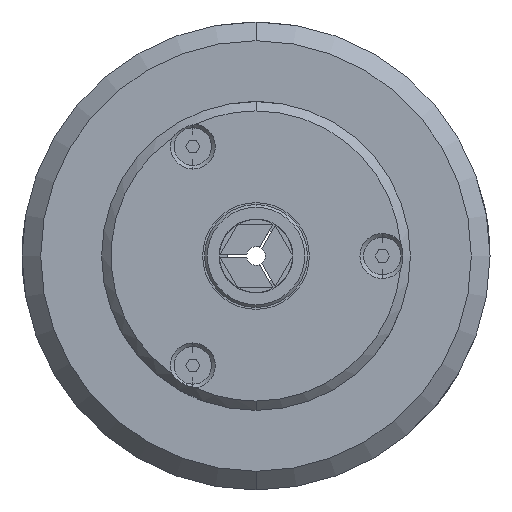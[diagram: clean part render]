
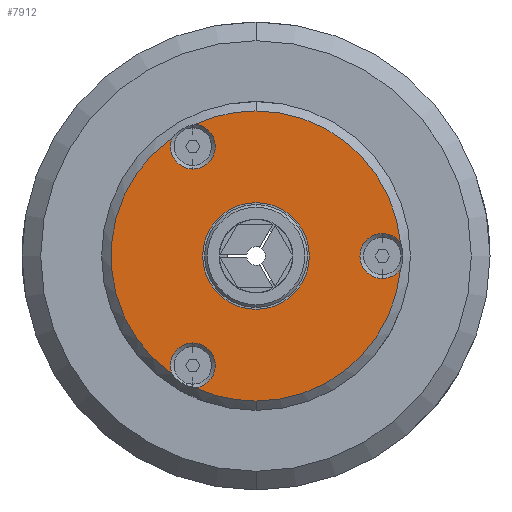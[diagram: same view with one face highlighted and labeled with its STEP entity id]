
A CAD part, left-side view. The second image highlights one B-rep face of the part: STEP entity #7912.
In plain terms, the highlighted planar face has unit normal (-1, 0, 0).
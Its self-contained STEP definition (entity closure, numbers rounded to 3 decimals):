
#304 = CARTESIAN_POINT ( 'NONE',  ( 20., 6.75, 9.291 ) ) ;
#324 = CARTESIAN_POINT ( 'NONE',  ( 20., -13.5, -2.4 ) ) ;
#711 = DIRECTION ( 'NONE',  ( 0., 0., -1. ) ) ;
#712 = DIRECTION ( 'NONE',  ( 1., 0., 0. ) ) ;
#713 = CARTESIAN_POINT ( 'NONE',  ( 20., 6.75, -11.691 ) ) ;
#723 = CIRCLE ( 'NONE', #782, 2.4 ) ;
#782 = AXIS2_PLACEMENT_3D ( 'NONE', #713, #712, #711 ) ;
#885 = CARTESIAN_POINT ( 'NONE',  ( 20., 6.75, -9.291 ) ) ;
#886 = CARTESIAN_POINT ( 'NONE',  ( 20., 0., 15.5 ) ) ;
#960 = CARTESIAN_POINT ( 'NONE',  ( 20., 6.488, 14.077 ) ) ;
#969 = CIRCLE ( 'NONE', #1056, 15.5 ) ;
#973 = DIRECTION ( 'NONE',  ( 0., 0., -1. ) ) ;
#974 = DIRECTION ( 'NONE',  ( -1., 0., 0. ) ) ;
#975 = CARTESIAN_POINT ( 'NONE',  ( 20., 0., 0. ) ) ;
#976 = AXIS2_PLACEMENT_3D ( 'NONE', #975, #974, #973 ) ;
#987 = CARTESIAN_POINT ( 'NONE',  ( 20., 8.947, 12.657 ) ) ;
#1018 = CARTESIAN_POINT ( 'NONE',  ( 20., 6.488, -14.077 ) ) ;
#1020 = CIRCLE ( 'NONE', #976, 15.5 ) ;
#1053 = DIRECTION ( 'NONE',  ( 0., 0., -1. ) ) ;
#1054 = DIRECTION ( 'NONE',  ( -1., 0., 0. ) ) ;
#1055 = CARTESIAN_POINT ( 'NONE',  ( 20., 0., 0. ) ) ;
#1056 = AXIS2_PLACEMENT_3D ( 'NONE', #1055, #1054, #1053 ) ;
#1094 = DIRECTION ( 'NONE',  ( 0., 0., -1. ) ) ;
#1095 = DIRECTION ( 'NONE',  ( -1., 0., 0. ) ) ;
#1103 = CARTESIAN_POINT ( 'NONE',  ( 20., 0., 0. ) ) ;
#1107 = DIRECTION ( 'NONE',  ( 0., 0., -1. ) ) ;
#1108 = DIRECTION ( 'NONE',  ( 1., 0., 0. ) ) ;
#1140 = CARTESIAN_POINT ( 'NONE',  ( 20., -13.5, 0. ) ) ;
#1144 = AXIS2_PLACEMENT_3D ( 'NONE', #1140, #1108, #1107 ) ;
#1155 = CIRCLE ( 'NONE', #1144, 2.4 ) ;
#1156 = CARTESIAN_POINT ( 'NONE',  ( 20., 0., -15.5 ) ) ;
#1158 = CIRCLE ( 'NONE', #1160, 15.5 ) ;
#1160 = AXIS2_PLACEMENT_3D ( 'NONE', #1103, #1095, #1094 ) ;
#1161 = CARTESIAN_POINT ( 'NONE',  ( 20., 8.947, -12.657 ) ) ;
#1215 = CARTESIAN_POINT ( 'NONE',  ( 20., -13.5, 0. ) ) ;
#1239 = CIRCLE ( 'NONE', #1290, 5.7 ) ;
#1240 = DIRECTION ( 'NONE',  ( 0., 0., -1. ) ) ;
#1241 = DIRECTION ( 'NONE',  ( 1., 0., 0. ) ) ;
#1246 = DIRECTION ( 'NONE',  ( 0., 0., -1. ) ) ;
#1247 = DIRECTION ( 'NONE',  ( -1., 0., 0. ) ) ;
#1248 = AXIS2_PLACEMENT_3D ( 'NONE', #1318, #1247, #1246 ) ;
#1249 = CIRCLE ( 'NONE', #1248, 15.5 ) ;
#1252 = AXIS2_PLACEMENT_3D ( 'NONE', #1215, #1241, #1240 ) ;
#1277 = CARTESIAN_POINT ( 'NONE',  ( 20., 6.75, 11.691 ) ) ;
#1278 = CARTESIAN_POINT ( 'NONE',  ( 20., 0., 0. ) ) ;
#1279 = DIRECTION ( 'NONE',  ( -1., 0., 0. ) ) ;
#1280 = CIRCLE ( 'NONE', #1288, 2.4 ) ;
#1284 = CIRCLE ( 'NONE', #1252, 2.4 ) ;
#1285 = DIRECTION ( 'NONE',  ( 0., 0., -1. ) ) ;
#1286 = DIRECTION ( 'NONE',  ( 1., 0., 0. ) ) ;
#1287 = AXIS2_PLACEMENT_3D ( 'NONE', #1316, #1315, #1314 ) ;
#1288 = AXIS2_PLACEMENT_3D ( 'NONE', #1277, #1286, #1285 ) ;
#1289 = DIRECTION ( 'NONE',  ( 0., 0., 1. ) ) ;
#1290 = AXIS2_PLACEMENT_3D ( 'NONE', #1278, #1279, #1289 ) ;
#1314 = DIRECTION ( 'NONE',  ( 0., 0., -1. ) ) ;
#1315 = DIRECTION ( 'NONE',  ( -1., 0., 0. ) ) ;
#1316 = CARTESIAN_POINT ( 'NONE',  ( 20., 0., 0. ) ) ;
#1317 = CARTESIAN_POINT ( 'NONE',  ( 20., -15.435, 1.42 ) ) ;
#1318 = CARTESIAN_POINT ( 'NONE',  ( 20., 0., 0. ) ) ;
#1320 = CIRCLE ( 'NONE', #1287, 15.5 ) ;
#1331 = FACE_BOUND ( 'NONE', #7959, .T. ) ;
#1332 = CARTESIAN_POINT ( 'NONE',  ( 20., 0., -5.7 ) ) ;
#1334 = FACE_OUTER_BOUND ( 'NONE', #7904, .T. ) ;
#1335 = DIRECTION ( 'NONE',  ( 1., 0., 0. ) ) ;
#1347 = DIRECTION ( 'NONE',  ( 0., 0., -1. ) ) ;
#1348 = DIRECTION ( 'NONE',  ( 1., 0., 0. ) ) ;
#1349 = AXIS2_PLACEMENT_3D ( 'NONE', #1470, #1348, #1347 ) ;
#1362 = DIRECTION ( 'NONE',  ( 0., 0., -1. ) ) ;
#1363 = DIRECTION ( 'NONE',  ( 1., 0., 0. ) ) ;
#1364 = CARTESIAN_POINT ( 'NONE',  ( 20., 6.75, 11.691 ) ) ;
#1365 = AXIS2_PLACEMENT_3D ( 'NONE', #1364, #1363, #1362 ) ;
#1367 = DIRECTION ( 'NONE',  ( 0., 0., -1. ) ) ;
#1377 = CARTESIAN_POINT ( 'NONE',  ( 20., 16.5, 0. ) ) ;
#1378 = CIRCLE ( 'NONE', #1426, 2.4 ) ;
#1407 = CARTESIAN_POINT ( 'NONE',  ( 20., -15.435, -1.42 ) ) ;
#1414 = CIRCLE ( 'NONE', #1349, 2.4 ) ;
#1419 = CARTESIAN_POINT ( 'NONE',  ( 20., 0., 5.7 ) ) ;
#1423 = DIRECTION ( 'NONE',  ( 0., 0., -1. ) ) ;
#1424 = DIRECTION ( 'NONE',  ( 1., 0., 0. ) ) ;
#1425 = CARTESIAN_POINT ( 'NONE',  ( 20., 6.75, -11.691 ) ) ;
#1426 = AXIS2_PLACEMENT_3D ( 'NONE', #1425, #1424, #1423 ) ;
#1441 = CIRCLE ( 'NONE', #1365, 2.4 ) ;
#1461 = PLANE ( 'NONE',  #1465 ) ;
#1465 = AXIS2_PLACEMENT_3D ( 'NONE', #1377, #1335, #1367 ) ;
#1470 = CARTESIAN_POINT ( 'NONE',  ( 20., -13.5, 0. ) ) ;
#1498 = CARTESIAN_POINT ( 'NONE',  ( 20., 0., 0. ) ) ;
#1506 = CIRCLE ( 'NONE', #1550, 5.7 ) ;
#1531 = DIRECTION ( 'NONE',  ( -1., 0., 0. ) ) ;
#1550 = AXIS2_PLACEMENT_3D ( 'NONE', #1498, #1531, #1610 ) ;
#1610 = DIRECTION ( 'NONE',  ( 0., 0., 1. ) ) ;
#7113 = VERTEX_POINT ( 'NONE', #11694 ) ;
#7424 = VERTEX_POINT ( 'NONE', #324 ) ;
#7438 = VERTEX_POINT ( 'NONE', #304 ) ;
#7590 = EDGE_CURVE ( 'NONE', #7665, #7714, #723, .T. ) ;
#7665 = VERTEX_POINT ( 'NONE', #885 ) ;
#7670 = VERTEX_POINT ( 'NONE', #886 ) ;
#7695 = VERTEX_POINT ( 'NONE', #987 ) ;
#7696 = EDGE_CURVE ( 'NONE', #7670, #7711, #1020, .T. ) ;
#7702 = EDGE_CURVE ( 'NONE', #7714, #7768, #969, .T. ) ;
#7711 = VERTEX_POINT ( 'NONE', #960 ) ;
#7714 = VERTEX_POINT ( 'NONE', #1018 ) ;
#7764 = VERTEX_POINT ( 'NONE', #1161 ) ;
#7765 = EDGE_CURVE ( 'NONE', #7695, #7764, #1158, .T. ) ;
#7768 = VERTEX_POINT ( 'NONE', #1156 ) ;
#7841 = EDGE_CURVE ( 'NONE', #7939, #7907, #1239, .T. ) ;
#7842 = EDGE_CURVE ( 'NONE', #7438, #7695, #1280, .T. ) ;
#7844 = ORIENTED_EDGE ( 'NONE', *, *, #7919, .T. ) ;
#7847 = ORIENTED_EDGE ( 'NONE', *, *, #7851, .T. ) ;
#7848 = EDGE_CURVE ( 'NONE', #7946, #7670, #1320, .T. ) ;
#7849 = ORIENTED_EDGE ( 'NONE', *, *, #7590, .T. ) ;
#7850 = EDGE_CURVE ( 'NONE', #7768, #7943, #1249, .T. ) ;
#7851 = EDGE_CURVE ( 'NONE', #7424, #7113, #1284, .T. ) ;
#7903 = ORIENTED_EDGE ( 'NONE', *, *, #7842, .T. ) ;
#7904 = EDGE_LOOP ( 'NONE', ( #7844, #7903, #7914, #7916, #7849, #7960, #7921, #7913, #7847, #7911, #7961, #7906 ) ) ;
#7906 = ORIENTED_EDGE ( 'NONE', *, *, #7696, .T. ) ;
#7907 = VERTEX_POINT ( 'NONE', #1332 ) ;
#7911 = ORIENTED_EDGE ( 'NONE', *, *, #7947, .T. ) ;
#7912 = ADVANCED_FACE ( 'NONE', ( #1334, #1331 ), #1461, .F. ) ;
#7913 = ORIENTED_EDGE ( 'NONE', *, *, #7942, .T. ) ;
#7914 = ORIENTED_EDGE ( 'NONE', *, *, #7765, .T. ) ;
#7916 = ORIENTED_EDGE ( 'NONE', *, *, #7920, .T. ) ;
#7919 = EDGE_CURVE ( 'NONE', #7711, #7438, #1441, .T. ) ;
#7920 = EDGE_CURVE ( 'NONE', #7764, #7665, #1378, .T. ) ;
#7921 = ORIENTED_EDGE ( 'NONE', *, *, #7850, .T. ) ;
#7922 = ORIENTED_EDGE ( 'NONE', *, *, #7841, .F. ) ;
#7923 = ORIENTED_EDGE ( 'NONE', *, *, #7958, .F. ) ;
#7939 = VERTEX_POINT ( 'NONE', #1419 ) ;
#7942 = EDGE_CURVE ( 'NONE', #7943, #7424, #1414, .T. ) ;
#7943 = VERTEX_POINT ( 'NONE', #1407 ) ;
#7946 = VERTEX_POINT ( 'NONE', #1317 ) ;
#7947 = EDGE_CURVE ( 'NONE', #7113, #7946, #1155, .T. ) ;
#7958 = EDGE_CURVE ( 'NONE', #7907, #7939, #1506, .T. ) ;
#7959 = EDGE_LOOP ( 'NONE', ( #7922, #7923 ) ) ;
#7960 = ORIENTED_EDGE ( 'NONE', *, *, #7702, .T. ) ;
#7961 = ORIENTED_EDGE ( 'NONE', *, *, #7848, .T. ) ;
#11694 = CARTESIAN_POINT ( 'NONE',  ( 20., -13.5, 2.4 ) ) ;
